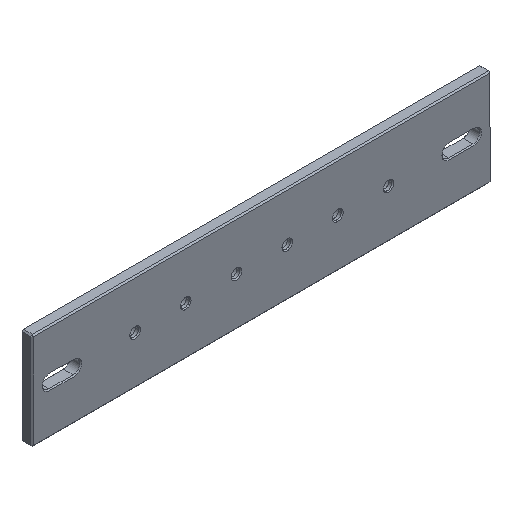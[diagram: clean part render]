
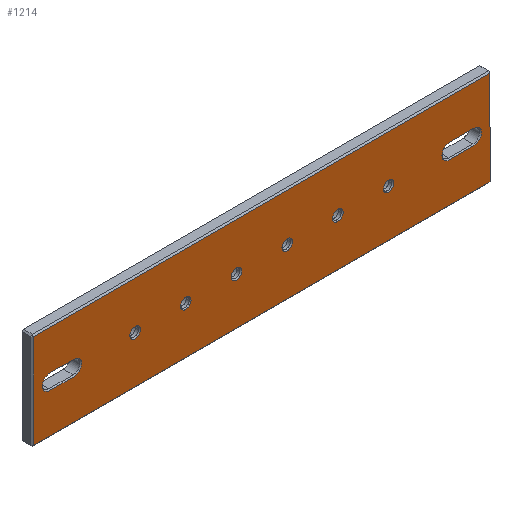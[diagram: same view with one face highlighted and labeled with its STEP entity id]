
A CAD part, isometric view. The second image highlights one B-rep face of the part: STEP entity #1214.
In plain terms, the highlighted planar face has unit normal (0, -1, 0).
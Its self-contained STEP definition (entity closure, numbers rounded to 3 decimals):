
#59=FACE_BOUND('',#245,.T.);
#60=FACE_BOUND('',#246,.T.);
#61=FACE_BOUND('',#247,.T.);
#62=FACE_BOUND('',#248,.T.);
#63=FACE_BOUND('',#249,.T.);
#64=FACE_BOUND('',#250,.T.);
#65=FACE_BOUND('',#251,.T.);
#66=FACE_BOUND('',#252,.T.);
#83=CIRCLE('',#1319,3.1);
#84=CIRCLE('',#1320,3.1);
#85=CIRCLE('',#1321,2.15);
#86=CIRCLE('',#1322,2.15);
#87=CIRCLE('',#1323,2.15);
#88=CIRCLE('',#1324,2.15);
#89=CIRCLE('',#1325,2.15);
#90=CIRCLE('',#1326,2.15);
#91=CIRCLE('',#1327,3.1);
#92=CIRCLE('',#1328,3.1);
#156=FACE_OUTER_BOUND('',#244,.T.);
#244=EDGE_LOOP('',(#911,#912,#913,#914));
#245=EDGE_LOOP('',(#915,#916,#917,#918));
#246=EDGE_LOOP('',(#919));
#247=EDGE_LOOP('',(#920));
#248=EDGE_LOOP('',(#921));
#249=EDGE_LOOP('',(#922));
#250=EDGE_LOOP('',(#923));
#251=EDGE_LOOP('',(#924));
#252=EDGE_LOOP('',(#925,#926,#927,#928));
#351=LINE('',#1890,#463);
#353=LINE('',#1893,#465);
#357=LINE('',#1899,#469);
#359=LINE('',#1902,#471);
#365=LINE('',#1942,#477);
#366=LINE('',#1945,#478);
#367=LINE('',#1962,#479);
#368=LINE('',#1965,#480);
#463=VECTOR('',#1493,10.);
#465=VECTOR('',#1497,10.);
#469=VECTOR('',#1505,10.);
#471=VECTOR('',#1509,10.);
#477=VECTOR('',#1549,10.);
#478=VECTOR('',#1552,10.);
#479=VECTOR('',#1567,10.);
#480=VECTOR('',#1570,10.);
#538=VERTEX_POINT('',#1814);
#541=VERTEX_POINT('',#1821);
#544=VERTEX_POINT('',#1828);
#550=VERTEX_POINT('',#1842);
#575=VERTEX_POINT('',#1938);
#576=VERTEX_POINT('',#1939);
#577=VERTEX_POINT('',#1941);
#578=VERTEX_POINT('',#1943);
#579=VERTEX_POINT('',#1946);
#580=VERTEX_POINT('',#1948);
#581=VERTEX_POINT('',#1950);
#582=VERTEX_POINT('',#1952);
#583=VERTEX_POINT('',#1954);
#584=VERTEX_POINT('',#1956);
#585=VERTEX_POINT('',#1958);
#586=VERTEX_POINT('',#1959);
#587=VERTEX_POINT('',#1961);
#588=VERTEX_POINT('',#1963);
#673=EDGE_CURVE('',#541,#550,#351,.T.);
#675=EDGE_CURVE('',#550,#544,#353,.T.);
#679=EDGE_CURVE('',#544,#538,#357,.T.);
#681=EDGE_CURVE('',#538,#541,#359,.T.);
#697=EDGE_CURVE('',#575,#576,#83,.T.);
#698=EDGE_CURVE('',#577,#575,#365,.T.);
#699=EDGE_CURVE('',#578,#577,#84,.T.);
#700=EDGE_CURVE('',#576,#578,#366,.T.);
#701=EDGE_CURVE('',#579,#579,#85,.T.);
#702=EDGE_CURVE('',#580,#580,#86,.T.);
#703=EDGE_CURVE('',#581,#581,#87,.T.);
#704=EDGE_CURVE('',#582,#582,#88,.T.);
#705=EDGE_CURVE('',#583,#583,#89,.T.);
#706=EDGE_CURVE('',#584,#584,#90,.T.);
#707=EDGE_CURVE('',#585,#586,#91,.T.);
#708=EDGE_CURVE('',#587,#585,#367,.T.);
#709=EDGE_CURVE('',#588,#587,#92,.T.);
#710=EDGE_CURVE('',#586,#588,#368,.T.);
#911=ORIENTED_EDGE('',*,*,#673,.F.);
#912=ORIENTED_EDGE('',*,*,#681,.F.);
#913=ORIENTED_EDGE('',*,*,#679,.F.);
#914=ORIENTED_EDGE('',*,*,#675,.F.);
#915=ORIENTED_EDGE('',*,*,#697,.F.);
#916=ORIENTED_EDGE('',*,*,#698,.F.);
#917=ORIENTED_EDGE('',*,*,#699,.F.);
#918=ORIENTED_EDGE('',*,*,#700,.F.);
#919=ORIENTED_EDGE('',*,*,#701,.F.);
#920=ORIENTED_EDGE('',*,*,#702,.F.);
#921=ORIENTED_EDGE('',*,*,#703,.F.);
#922=ORIENTED_EDGE('',*,*,#704,.F.);
#923=ORIENTED_EDGE('',*,*,#705,.F.);
#924=ORIENTED_EDGE('',*,*,#706,.F.);
#925=ORIENTED_EDGE('',*,*,#707,.F.);
#926=ORIENTED_EDGE('',*,*,#708,.F.);
#927=ORIENTED_EDGE('',*,*,#709,.F.);
#928=ORIENTED_EDGE('',*,*,#710,.F.);
#1170=PLANE('',#1318);
#1214=ADVANCED_FACE('',(#156,#59,#60,#61,#62,#63,#64,#65,#66),#1170,.T.);
#1318=AXIS2_PLACEMENT_3D('',#1937,#1545,#1546);
#1319=AXIS2_PLACEMENT_3D('',#1940,#1547,#1548);
#1320=AXIS2_PLACEMENT_3D('',#1944,#1550,#1551);
#1321=AXIS2_PLACEMENT_3D('',#1947,#1553,#1554);
#1322=AXIS2_PLACEMENT_3D('',#1949,#1555,#1556);
#1323=AXIS2_PLACEMENT_3D('',#1951,#1557,#1558);
#1324=AXIS2_PLACEMENT_3D('',#1953,#1559,#1560);
#1325=AXIS2_PLACEMENT_3D('',#1955,#1561,#1562);
#1326=AXIS2_PLACEMENT_3D('',#1957,#1563,#1564);
#1327=AXIS2_PLACEMENT_3D('',#1960,#1565,#1566);
#1328=AXIS2_PLACEMENT_3D('',#1964,#1568,#1569);
#1493=DIRECTION('',(1.,0.,0.));
#1497=DIRECTION('',(0.,0.,-1.));
#1505=DIRECTION('',(-1.,0.,0.));
#1509=DIRECTION('',(0.,0.,1.));
#1545=DIRECTION('center_axis',(0.,-1.,0.));
#1546=DIRECTION('ref_axis',(0.,0.,-1.));
#1547=DIRECTION('center_axis',(0.,-1.,0.));
#1548=DIRECTION('ref_axis',(0.,0.,1.));
#1549=DIRECTION('',(1.,0.,0.));
#1550=DIRECTION('center_axis',(0.,-1.,0.));
#1551=DIRECTION('ref_axis',(0.,0.,-1.));
#1552=DIRECTION('',(-1.,0.,0.));
#1553=DIRECTION('center_axis',(0.,-1.,0.));
#1554=DIRECTION('ref_axis',(0.,0.,1.));
#1555=DIRECTION('center_axis',(0.,-1.,0.));
#1556=DIRECTION('ref_axis',(0.,0.,1.));
#1557=DIRECTION('center_axis',(0.,-1.,0.));
#1558=DIRECTION('ref_axis',(0.,0.,1.));
#1559=DIRECTION('center_axis',(0.,-1.,0.));
#1560=DIRECTION('ref_axis',(0.,0.,1.));
#1561=DIRECTION('center_axis',(0.,-1.,0.));
#1562=DIRECTION('ref_axis',(0.,0.,1.));
#1563=DIRECTION('center_axis',(0.,-1.,0.));
#1564=DIRECTION('ref_axis',(0.,0.,1.));
#1565=DIRECTION('center_axis',(0.,-1.,0.));
#1566=DIRECTION('ref_axis',(0.,0.,1.));
#1567=DIRECTION('',(1.,0.,0.));
#1568=DIRECTION('center_axis',(0.,-1.,0.));
#1569=DIRECTION('ref_axis',(0.,0.,-1.));
#1570=DIRECTION('',(-1.,0.,0.));
#1814=CARTESIAN_POINT('',(-187.8,-4.8,0.6));
#1821=CARTESIAN_POINT('',(-187.8,-4.8,39.2));
#1828=CARTESIAN_POINT('',(-0.6,-4.8,0.6));
#1842=CARTESIAN_POINT('',(-0.6,-4.8,39.2));
#1890=CARTESIAN_POINT('',(-47.1,-4.8,39.2));
#1893=CARTESIAN_POINT('',(-0.6,-4.8,9.95));
#1899=CARTESIAN_POINT('',(-141.3,-4.8,0.6));
#1902=CARTESIAN_POINT('',(-187.8,-4.8,29.85));
#1937=CARTESIAN_POINT('Origin',(-94.2,-4.8,19.9));
#1938=CARTESIAN_POINT('',(-171.2,-4.8,16.8));
#1939=CARTESIAN_POINT('',(-171.2,-4.8,23.));
#1940=CARTESIAN_POINT('Origin',(-171.2,-4.8,19.9));
#1941=CARTESIAN_POINT('',(-181.2,-4.8,16.8));
#1942=CARTESIAN_POINT('',(-137.7,-4.8,16.8));
#1943=CARTESIAN_POINT('',(-181.2,-4.8,23.));
#1944=CARTESIAN_POINT('Origin',(-181.2,-4.8,19.9));
#1945=CARTESIAN_POINT('',(-132.7,-4.8,23.));
#1946=CARTESIAN_POINT('',(-146.2,-4.8,17.75));
#1947=CARTESIAN_POINT('Origin',(-146.2,-4.8,19.9));
#1948=CARTESIAN_POINT('',(-104.6,-4.8,17.75));
#1949=CARTESIAN_POINT('Origin',(-104.6,-4.8,19.9));
#1950=CARTESIAN_POINT('',(-63.,-4.8,17.75));
#1951=CARTESIAN_POINT('Origin',(-63.,-4.8,19.9));
#1952=CARTESIAN_POINT('',(-42.2,-4.8,17.75));
#1953=CARTESIAN_POINT('Origin',(-42.2,-4.8,19.9));
#1954=CARTESIAN_POINT('',(-83.8,-4.8,17.75));
#1955=CARTESIAN_POINT('Origin',(-83.8,-4.8,19.9));
#1956=CARTESIAN_POINT('',(-125.4,-4.8,17.75));
#1957=CARTESIAN_POINT('Origin',(-125.4,-4.8,19.9));
#1958=CARTESIAN_POINT('',(-7.2,-4.8,16.8));
#1959=CARTESIAN_POINT('',(-7.2,-4.8,23.));
#1960=CARTESIAN_POINT('Origin',(-7.2,-4.8,19.9));
#1961=CARTESIAN_POINT('',(-17.2,-4.8,16.8));
#1962=CARTESIAN_POINT('',(-55.7,-4.8,16.8));
#1963=CARTESIAN_POINT('',(-17.2,-4.8,23.));
#1964=CARTESIAN_POINT('Origin',(-17.2,-4.8,19.9));
#1965=CARTESIAN_POINT('',(-50.7,-4.8,23.));
